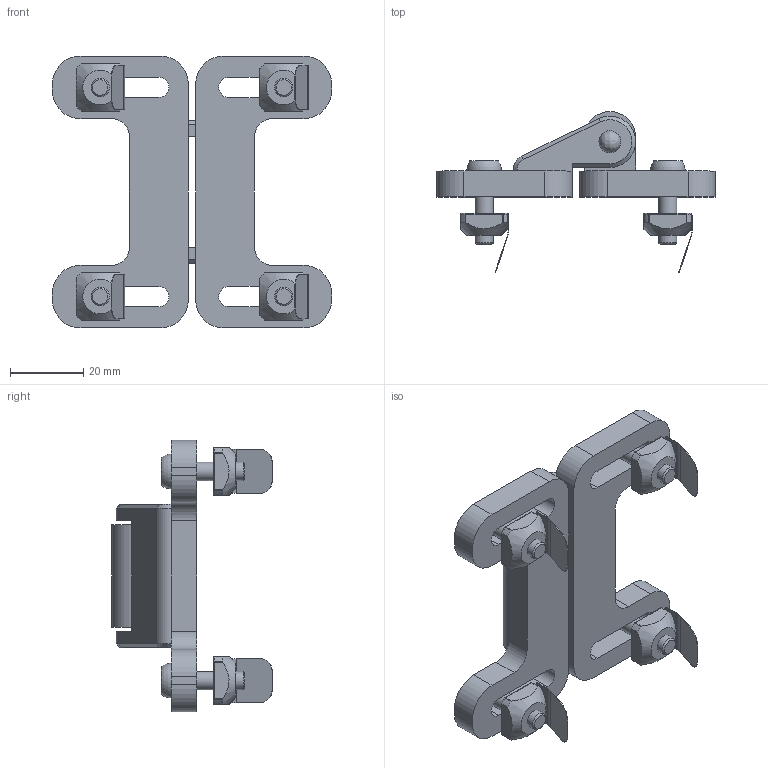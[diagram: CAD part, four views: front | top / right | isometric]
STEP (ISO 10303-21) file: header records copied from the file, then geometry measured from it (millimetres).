
FILE_DESCRIPTION(('STEP AP203'),'1');
FILE_NAME('SAFE08N1091.stp','2023-10-24T06:51:00',(' '),(' '),'Spatial InterOp 3D',' ',' ');
FILE_SCHEMA(('CONFIG_CONTROL_DESIGN'));
Length unit declared in the file: millimetre
Products named in the file (9): Kit de fixation; Vis BHC - M5x20; Ecrou carré languette 8 45 M5; Kit Loqueteau à billes PA - P845; Loqueteau à billes PA; loqueteau à bille - cage; loqueteau à bille - axe
Assembly tree (11 placements, depth 4):
  Kit Loqueteau à billes PA - P845
    Kit de fixation  x4
      Vis BHC - M5x20
      Ecrou carré languette 8 45 M5
        Ecrou carré languette 8 45 M5
        Ecrou carré languette 8 45 M5
    Loqueteau à billes PA
      loqueteau à bille - cage
      loqueteau à bille - axe
Bounding box: 76.05 x 43.8 x 74 mm (x, y, z)
Volume: 39169.8 mm3; surface area: 20314.7 mm2
Topology: 14 solids, 14 shells, 336 faces, 823 edges, 486 vertices
Faces by surface type: plane 136, cylinder 122, sphere 36, torus 24, cone 16, bspline 2
Full cylindrical faces by diameter (mm): 4.2 x4, 5 x8, 6 x2
Entity records: 5918 total; most frequent: CARTESIAN_POINT 919, DIRECTION 759, ORIENTED_EDGE 688, EDGE_CURVE 344, AXIS2_PLACEMENT_3D 279, VERTEX_POINT 226, LINE 201, VECTOR 201
